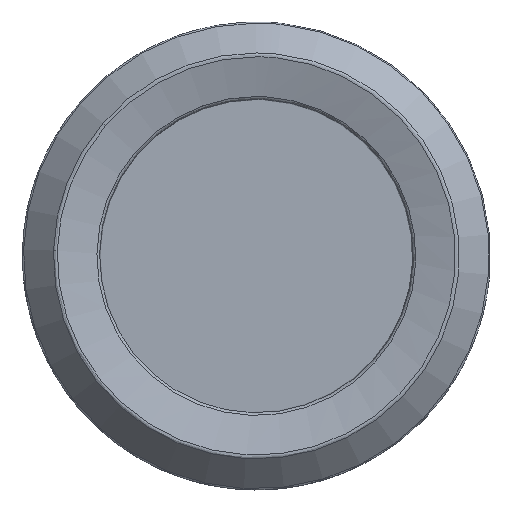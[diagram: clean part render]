
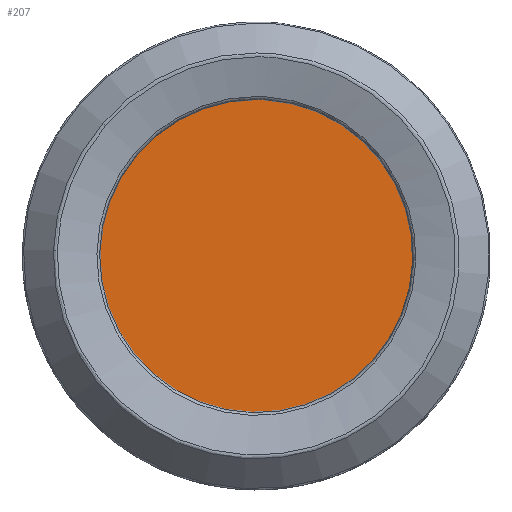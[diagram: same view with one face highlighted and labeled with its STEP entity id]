
A CAD part, left-side view. The second image highlights one B-rep face of the part: STEP entity #207.
In plain terms, the highlighted planar face has unit normal (-1, 0, 0).
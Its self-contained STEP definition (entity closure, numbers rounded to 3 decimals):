
#207=ADVANCED_FACE('',(#236),#234,.F.);
#234=PLANE('',#428);
#236=FACE_OUTER_BOUND('',#238,.T.);
#238=EDGE_LOOP('',(#290));
#290=ORIENTED_EDGE('',*,*,#368,.T.);
#342=VERTEX_POINT('',#580);
#368=EDGE_CURVE('',#342,#342,#394,.T.);
#394=CIRCLE('',#427,31.312);
#427=AXIS2_PLACEMENT_3D('',#579,#471,#472);
#428=AXIS2_PLACEMENT_3D('',#581,#473,#474);
#471=DIRECTION('',(-1.,0.,0.));
#472=DIRECTION('',(0.,0.,1.));
#473=DIRECTION('',(1.,0.,0.));
#474=DIRECTION('',(0.,0.,-1.));
#579=CARTESIAN_POINT('',(3.5,0.,0.));
#580=CARTESIAN_POINT('',(3.5,0.,31.312));
#581=CARTESIAN_POINT('',(3.5,13.,0.));
